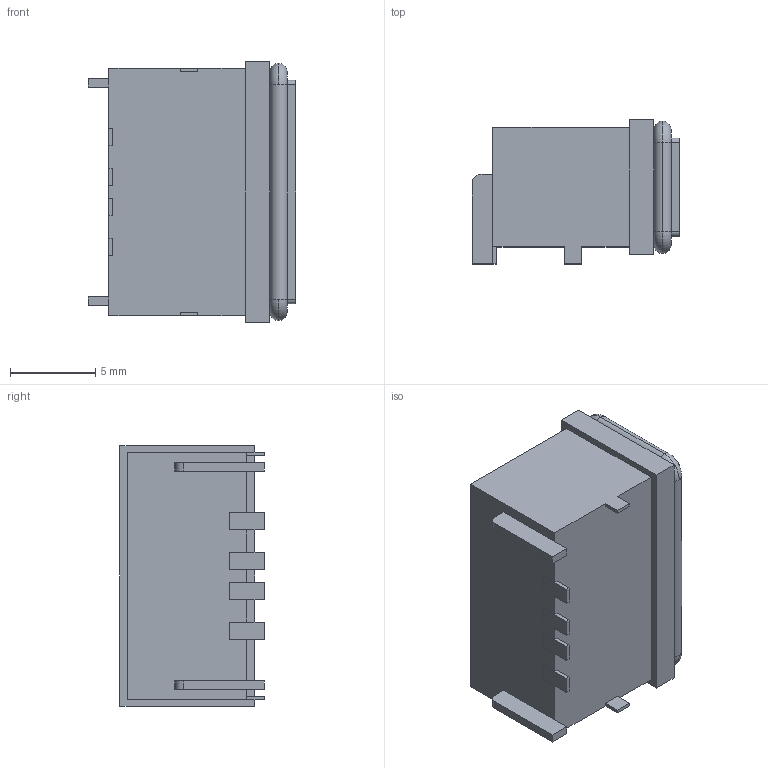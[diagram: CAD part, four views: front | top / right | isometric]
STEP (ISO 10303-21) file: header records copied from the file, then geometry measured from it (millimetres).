
FILE_DESCRIPTION (( 'STEP AP203' ), '1' );
FILE_NAME ('A USB ip68.STEP', '2020-06-25T23:14:14', ( '' ), ( '' ), 'SwSTEP 2.0', 'SolidWorks 2017', '' );
FILE_SCHEMA (( 'CONFIG_CONTROL_DESIGN' ));
Length unit declared in the file: millimetre
Products named in the file (1): A USB ip68
Bounding box: 12.15 x 8.45 x 15.3 mm (x, y, z)
Volume: 689.3 mm3; surface area: 1430.4 mm2
Topology: 2 solids, 2 shells, 98 faces, 258 edges, 166 vertices
Faces by surface type: plane 74, cylinder 16, torus 8
Entity records: 3063 total; most frequent: CARTESIAN_POINT 523, ORIENTED_EDGE 516, DIRECTION 502, EDGE_CURVE 258, VECTOR 212, LINE 212, VERTEX_POINT 166, AXIS2_PLACEMENT_3D 145
